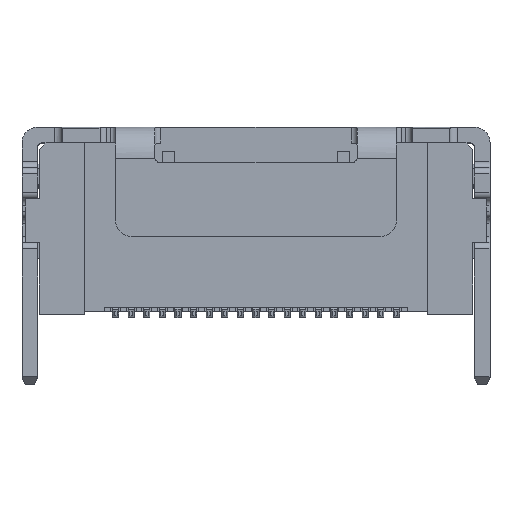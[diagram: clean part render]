
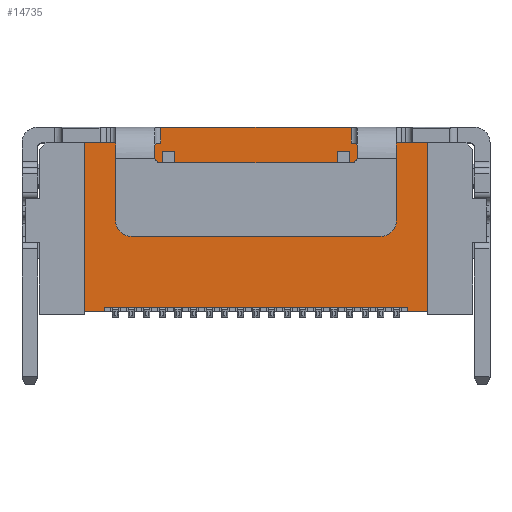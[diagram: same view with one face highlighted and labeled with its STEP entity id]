
A CAD part, top view. The second image highlights one B-rep face of the part: STEP entity #14735.
In plain terms, the highlighted planar face has unit normal (0, 0, 1).
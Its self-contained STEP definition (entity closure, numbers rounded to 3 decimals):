
#1171=DIRECTION('',(1.,0.,0.));
#1172=VECTOR('',#1171,0.4);
#1173=CARTESIAN_POINT('',(2.6,3.218,10.51));
#1174=LINE('',#1173,#1172);
#1175=DIRECTION('',(-1.,0.,0.));
#1176=VECTOR('',#1175,0.05);
#1177=CARTESIAN_POINT('',(2.65,2.5,10.51));
#1178=LINE('',#1177,#1176);
#1179=CARTESIAN_POINT('',(2.65,2.85,10.51));
#1180=DIRECTION('',(0.,0.,-1.));
#1181=DIRECTION('',(1.,0.,0.));
#1182=AXIS2_PLACEMENT_3D('',#1179,#1180,#1181);
#1184=DIRECTION('',(0.,-1.,0.));
#1185=VECTOR('',#1184,0.368);
#1186=CARTESIAN_POINT('',(3.,3.218,10.51));
#1187=LINE('',#1186,#1185);
#1188=DIRECTION('',(-1.,0.,0.));
#1189=VECTOR('',#1188,0.05);
#1190=CARTESIAN_POINT('',(-2.6,2.5,10.51));
#1191=LINE('',#1190,#1189);
#1192=DIRECTION('',(1.,0.,0.));
#1193=VECTOR('',#1192,0.4);
#1194=CARTESIAN_POINT('',(-3.,3.218,10.51));
#1195=LINE('',#1194,#1193);
#1196=DIRECTION('',(0.,1.,0.));
#1197=VECTOR('',#1196,0.368);
#1198=CARTESIAN_POINT('',(-3.,2.85,10.51));
#1199=LINE('',#1198,#1197);
#1200=CARTESIAN_POINT('',(-2.65,2.85,10.51));
#1201=DIRECTION('',(0.,0.,-1.));
#1202=DIRECTION('',(0.,-1.,0.));
#1203=AXIS2_PLACEMENT_3D('',#1200,#1201,#1202);
#1205=DIRECTION('',(0.,-1.,0.));
#1206=VECTOR('',#1205,0.506);
#1207=CARTESIAN_POINT('',(3.05,3.994,10.51));
#1208=LINE('',#1207,#1206);
#1209=DIRECTION('',(1.,0.,0.));
#1210=VECTOR('',#1209,1.45);
#1211=CARTESIAN_POINT('',(3.05,3.488,10.51));
#1212=LINE('',#1211,#1210);
#1213=DIRECTION('',(0.,-1.,0.));
#1214=VECTOR('',#1213,0.012);
#1215=CARTESIAN_POINT('',(4.5,3.5,10.51));
#1216=LINE('',#1215,#1214);
#1217=DIRECTION('',(-1.,0.,0.));
#1218=VECTOR('',#1217,1.);
#1219=CARTESIAN_POINT('',(5.5,3.5,10.51));
#1220=LINE('',#1219,#1218);
#1221=DIRECTION('',(0.,1.,0.));
#1222=VECTOR('',#1221,5.4);
#1223=CARTESIAN_POINT('',(5.5,-1.9,10.51));
#1224=LINE('',#1223,#1222);
#1225=DIRECTION('',(1.,0.,0.));
#1226=VECTOR('',#1225,0.64);
#1227=CARTESIAN_POINT('',(4.86,-1.9,10.51));
#1228=LINE('',#1227,#1226);
#1229=DIRECTION('',(0.,-1.,0.));
#1230=VECTOR('',#1229,0.131);
#1231=CARTESIAN_POINT('',(4.86,-1.769,10.51));
#1232=LINE('',#1231,#1230);
#1233=DIRECTION('',(1.,0.,0.));
#1234=VECTOR('',#1233,9.72);
#1235=CARTESIAN_POINT('',(-4.86,-1.769,10.51));
#1236=LINE('',#1235,#1234);
#1237=DIRECTION('',(0.,1.,0.));
#1238=VECTOR('',#1237,0.131);
#1239=CARTESIAN_POINT('',(-4.86,-1.9,10.51));
#1240=LINE('',#1239,#1238);
#1241=DIRECTION('',(1.,0.,0.));
#1242=VECTOR('',#1241,0.64);
#1243=CARTESIAN_POINT('',(-5.5,-1.9,10.51));
#1244=LINE('',#1243,#1242);
#1245=DIRECTION('',(0.,-1.,0.));
#1246=VECTOR('',#1245,5.4);
#1247=CARTESIAN_POINT('',(-5.5,3.5,10.51));
#1248=LINE('',#1247,#1246);
#1249=DIRECTION('',(-1.,0.,0.));
#1250=VECTOR('',#1249,1.);
#1251=CARTESIAN_POINT('',(-4.5,3.5,10.51));
#1252=LINE('',#1251,#1250);
#1253=DIRECTION('',(0.,-1.,0.));
#1254=VECTOR('',#1253,0.012);
#1255=CARTESIAN_POINT('',(-4.5,3.5,10.51));
#1256=LINE('',#1255,#1254);
#1257=DIRECTION('',(1.,0.,0.));
#1258=VECTOR('',#1257,1.45);
#1259=CARTESIAN_POINT('',(-4.5,3.488,10.51));
#1260=LINE('',#1259,#1258);
#1261=DIRECTION('',(0.,1.,0.));
#1262=VECTOR('',#1261,0.506);
#1263=CARTESIAN_POINT('',(-3.05,3.488,10.51));
#1264=LINE('',#1263,#1262);
#1277=DIRECTION('',(0.,1.,0.));
#1278=VECTOR('',#1277,0.718);
#1279=CARTESIAN_POINT('',(2.6,2.5,10.51));
#1280=LINE('',#1279,#1278);
#1314=DIRECTION('',(0.,-1.,0.));
#1315=VECTOR('',#1314,0.718);
#1316=CARTESIAN_POINT('',(-2.6,3.218,10.51));
#1317=LINE('',#1316,#1315);
#1359=DIRECTION('',(-1.,0.,0.));
#1360=VECTOR('',#1359,6.1);
#1361=CARTESIAN_POINT('',(3.05,3.994,10.51));
#1362=LINE('',#1361,#1360);
#1402=CARTESIAN_POINT('',(-3.05,3.994,10.51));
#11639=VERTEX_POINT('',#1402);
#11640=CARTESIAN_POINT('',(3.05,3.994,10.51));
#11641=VERTEX_POINT('',#11640);
#12187=CARTESIAN_POINT('',(5.5,3.5,10.51));
#12189=VERTEX_POINT('',#12187);
#12190=CARTESIAN_POINT('',(-5.5,3.5,10.51));
#12192=VERTEX_POINT('',#12190);
#12272=CARTESIAN_POINT('',(4.86,-1.9,10.51));
#12273=CARTESIAN_POINT('',(5.5,-1.9,10.51));
#12274=VERTEX_POINT('',#12272);
#12275=VERTEX_POINT('',#12273);
#12296=CARTESIAN_POINT('',(-5.5,-1.9,10.51));
#12297=VERTEX_POINT('',#12296);
#12298=CARTESIAN_POINT('',(-4.86,-1.9,10.51));
#12299=VERTEX_POINT('',#12298);
#12522=CARTESIAN_POINT('',(4.86,-1.769,10.51));
#12523=VERTEX_POINT('',#12522);
#12676=CARTESIAN_POINT('',(-4.86,-1.769,10.51));
#12677=VERTEX_POINT('',#12676);
#12710=CARTESIAN_POINT('',(2.6,3.218,10.51));
#12712=VERTEX_POINT('',#12710);
#12714=CARTESIAN_POINT('',(3.,3.218,10.51));
#12715=VERTEX_POINT('',#12714);
#12719=CARTESIAN_POINT('',(-2.6,3.218,10.51));
#12721=VERTEX_POINT('',#12719);
#12724=CARTESIAN_POINT('',(-3.,3.218,10.51));
#12725=VERTEX_POINT('',#12724);
#12726=CARTESIAN_POINT('',(-3.,2.85,10.51));
#12727=VERTEX_POINT('',#12726);
#12730=CARTESIAN_POINT('',(-2.65,2.5,10.51));
#12731=VERTEX_POINT('',#12730);
#12735=CARTESIAN_POINT('',(2.6,2.5,10.51));
#12737=VERTEX_POINT('',#12735);
#12740=CARTESIAN_POINT('',(2.65,2.5,10.51));
#12741=VERTEX_POINT('',#12740);
#12742=CARTESIAN_POINT('',(-2.6,2.5,10.51));
#12744=VERTEX_POINT('',#12742);
#12746=CARTESIAN_POINT('',(3.,2.85,10.51));
#12747=VERTEX_POINT('',#12746);
#12774=CARTESIAN_POINT('',(-4.5,3.5,10.51));
#12775=VERTEX_POINT('',#12774);
#12776=CARTESIAN_POINT('',(4.5,3.5,10.51));
#12778=VERTEX_POINT('',#12776);
#12948=CARTESIAN_POINT('',(-4.5,3.488,10.51));
#12949=VERTEX_POINT('',#12948);
#12950=CARTESIAN_POINT('',(-3.05,3.488,10.51));
#12951=VERTEX_POINT('',#12950);
#12952=CARTESIAN_POINT('',(3.05,3.488,10.51));
#12953=CARTESIAN_POINT('',(4.5,3.488,10.51));
#12954=VERTEX_POINT('',#12952);
#12955=VERTEX_POINT('',#12953);
#14676=CARTESIAN_POINT('',(0.,3.741,10.51));
#14677=DIRECTION('',(0.,0.,1.));
#14678=DIRECTION('',(-1.,0.,0.));
#14679=AXIS2_PLACEMENT_3D('',#14676,#14677,#14678);
#14680=PLANE('',#14679);
#14682=ORIENTED_EDGE('',*,*,#14681,.T.);
#14684=ORIENTED_EDGE('',*,*,#14683,.T.);
#14686=ORIENTED_EDGE('',*,*,#14685,.F.);
#14688=ORIENTED_EDGE('',*,*,#14687,.F.);
#14690=ORIENTED_EDGE('',*,*,#14689,.F.);
#14691=ORIENTED_EDGE('',*,*,#13843,.F.);
#14693=ORIENTED_EDGE('',*,*,#14692,.F.);
#14694=ORIENTED_EDGE('',*,*,#14019,.F.);
#14695=ORIENTED_EDGE('',*,*,#14668,.F.);
#14696=ORIENTED_EDGE('',*,*,#13867,.F.);
#14698=ORIENTED_EDGE('',*,*,#14697,.F.);
#14700=ORIENTED_EDGE('',*,*,#14699,.F.);
#14702=ORIENTED_EDGE('',*,*,#14701,.T.);
#14704=ORIENTED_EDGE('',*,*,#14703,.T.);
#14706=ORIENTED_EDGE('',*,*,#14705,.T.);
#14708=ORIENTED_EDGE('',*,*,#14707,.F.);
#14709=EDGE_LOOP('',(#14682,#14684,#14686,#14688,#14690,#14691,#14693,#14694,
#14695,#14696,#14698,#14700,#14702,#14704,#14706,#14708));
#14710=FACE_OUTER_BOUND('',#14709,.F.);
#14712=ORIENTED_EDGE('',*,*,#14711,.F.);
#14714=ORIENTED_EDGE('',*,*,#14713,.F.);
#14716=ORIENTED_EDGE('',*,*,#14715,.F.);
#14718=ORIENTED_EDGE('',*,*,#14717,.F.);
#14720=ORIENTED_EDGE('',*,*,#14719,.F.);
#14721=EDGE_LOOP('',(#14712,#14714,#14716,#14718,#14720));
#14722=FACE_BOUND('',#14721,.F.);
#14724=ORIENTED_EDGE('',*,*,#14723,.F.);
#14726=ORIENTED_EDGE('',*,*,#14725,.F.);
#14728=ORIENTED_EDGE('',*,*,#14727,.F.);
#14730=ORIENTED_EDGE('',*,*,#14729,.F.);
#14732=ORIENTED_EDGE('',*,*,#14731,.F.);
#14733=EDGE_LOOP('',(#14724,#14726,#14728,#14730,#14732));
#14734=FACE_BOUND('',#14733,.F.);
#1183=CIRCLE('',#1182,0.35);
#1204=CIRCLE('',#1203,0.35);
#13843=EDGE_CURVE('',#12274,#12275,#1228,.T.);
#13867=EDGE_CURVE('',#12297,#12299,#1244,.T.);
#14019=EDGE_CURVE('',#12677,#12523,#1236,.T.);
#14668=EDGE_CURVE('',#12299,#12677,#1240,.T.);
#14681=EDGE_CURVE('',#11641,#12954,#1208,.T.);
#14683=EDGE_CURVE('',#12954,#12955,#1212,.T.);
#14685=EDGE_CURVE('',#12778,#12955,#1216,.T.);
#14687=EDGE_CURVE('',#12189,#12778,#1220,.T.);
#14689=EDGE_CURVE('',#12275,#12189,#1224,.T.);
#14692=EDGE_CURVE('',#12523,#12274,#1232,.T.);
#14697=EDGE_CURVE('',#12192,#12297,#1248,.T.);
#14699=EDGE_CURVE('',#12775,#12192,#1252,.T.);
#14701=EDGE_CURVE('',#12775,#12949,#1256,.T.);
#14703=EDGE_CURVE('',#12949,#12951,#1260,.T.);
#14705=EDGE_CURVE('',#12951,#11639,#1264,.T.);
#14707=EDGE_CURVE('',#11641,#11639,#1362,.T.);
#14711=EDGE_CURVE('',#12744,#12731,#1191,.T.);
#14713=EDGE_CURVE('',#12721,#12744,#1317,.T.);
#14715=EDGE_CURVE('',#12725,#12721,#1195,.T.);
#14717=EDGE_CURVE('',#12727,#12725,#1199,.T.);
#14719=EDGE_CURVE('',#12731,#12727,#1204,.T.);
#14723=EDGE_CURVE('',#12712,#12715,#1174,.T.);
#14725=EDGE_CURVE('',#12737,#12712,#1280,.T.);
#14727=EDGE_CURVE('',#12741,#12737,#1178,.T.);
#14729=EDGE_CURVE('',#12747,#12741,#1183,.T.);
#14731=EDGE_CURVE('',#12715,#12747,#1187,.T.);
#14735=ADVANCED_FACE('',(#14710,#14722,#14734),#14680,.T.);
